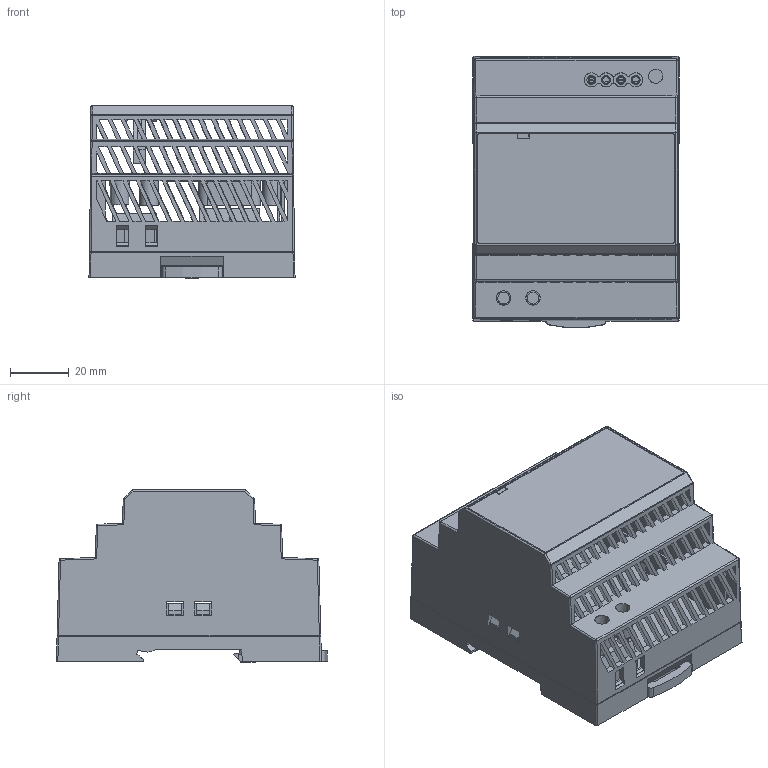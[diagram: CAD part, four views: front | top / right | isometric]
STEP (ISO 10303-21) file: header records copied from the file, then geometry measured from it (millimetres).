
FILE_DESCRIPTION(/* description */ (''),/* implementation_level */ '2;1');
FILE_NAME(/* name */ 'MLR-100.stp',/* time_stamp */ '2023-07-20T18:49:48+08:00',/* author */ (''),/* organization */ (''),/* preprocessor_version */ 'ST-DEVELOPER v19.3',/* originating_system */ 'SIEMENS PLM Software NX2212.3001',/* authorisation */ '');
FILE_SCHEMA (('AP203_CONFIGURATION_CONTROLLED_3D_DESIGN_OF_MECHANICAL_PARTS_AND_ASSEMBLIES_MIM_LF { 1 0 10303 403 2 1 2}'));
Length unit declared in the file: millimetre
Products named in the file (16): KNX-201511_16_2.PRT.1; LENS.1.1; KNX-20151203; 1011-HOOK; PCB.1; a1; 344; 3P-CONECT.1.2.1; 3P-CONECT.1.2.1.1.1; 上蓋組; ASSEMBLY_1_ASM.ASM; KNX-201511_16_ASM_1.ASM; KNX-201511_16_ASM_stp; kk; 下蓋組; MLR-100
Assembly tree (17 placements, depth 6):
  MLR-100
    3P-CONECT.1.2.1.1.1
    kk
      3P-CONECT.1.2.1  x2
      344
      a1
      PCB.1
      1011-HOOK
    下蓋組
      KNX-201511_16_ASM_stp
        KNX-201511_16_ASM_1.ASM
          ASSEMBLY_1_ASM.ASM
            KNX-201511_16_2.PRT.1
      kk
        3P-CONECT.1.2.1  x2
        344
        a1
        PCB.1
        1011-HOOK
    上蓋組
      KNX-20151203
      LENS.1.1
Bounding box: 70 x 92.1 x 58.55 mm (x, y, z)
Volume: 73736.6 mm3; surface area: 92970.8 mm2
Topology: 14 solids, 14 shells, 1542 faces, 4505 edges, 2924 vertices
Faces by surface type: plane 1258, cylinder 197, cone 59, sphere 20, bspline 8
Entity records: 41471 total; most frequent: CARTESIAN_POINT 8074, ORIENTED_EDGE 7052, DIRECTION 5933, EDGE_CURVE 3526, LINE 2903, VECTOR 2903, VERTEX_POINT 2294, AXIS2_PLACEMENT_3D 1515
